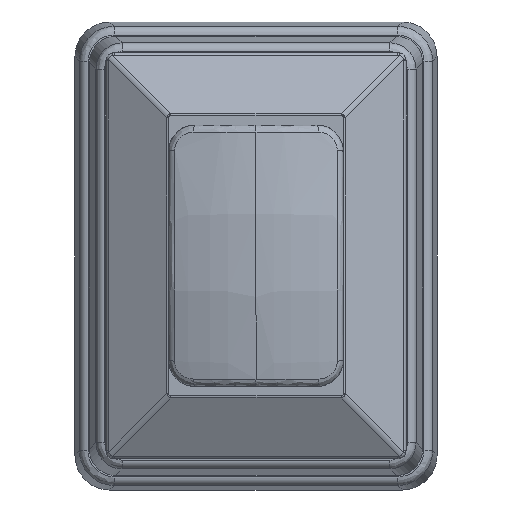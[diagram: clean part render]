
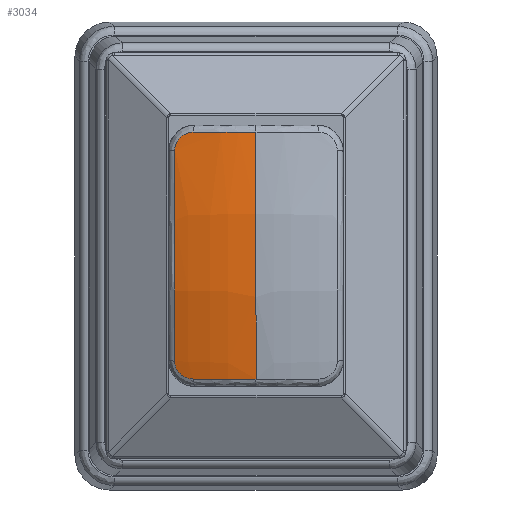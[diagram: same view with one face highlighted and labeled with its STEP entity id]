
A CAD part, top view. The second image highlights one B-rep face of the part: STEP entity #3034.
In plain terms, the highlighted toroidal (fillet/blend) face has major radius 24.286 mm and minor radius 15.714 mm.
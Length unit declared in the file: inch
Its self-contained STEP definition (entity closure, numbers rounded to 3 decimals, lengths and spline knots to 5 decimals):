
#2241=CARTESIAN_POINT('',(-0.18095,-0.23514,0.94717));
#2242=VERTEX_POINT('',#2241);
#2251=CARTESIAN_POINT('',(-0.14029,-0.27503,0.95163));
#2252=VERTEX_POINT('',#2251);
#2260=CARTESIAN_POINT('',(-0.14029,-0.27503,0.95163));
#2261=CARTESIAN_POINT('',(-0.14475,-0.27503,0.95058));
#2262=CARTESIAN_POINT('',(-0.15376,-0.27356,0.9486));
#2263=CARTESIAN_POINT('',(-0.16492,-0.2676,0.94662));
#2264=CARTESIAN_POINT('',(-0.1725,-0.26003,0.94572));
#2265=CARTESIAN_POINT('',(-0.17674,-0.25324,0.94559));
#2266=CARTESIAN_POINT('',(-0.18002,-0.24517,0.9459));
#2267=CARTESIAN_POINT('',(-0.18095,-0.23921,0.94655));
#2268=CARTESIAN_POINT('',(-0.18095,-0.23514,0.94717));
#2269=B_SPLINE_CURVE_WITH_KNOTS('',3,(#2260,#2261,#2262,#2263,#2264,#2265,#2266,#2267,#2268),.UNSPECIFIED.,.F.,.U.,(4,1,1,1,1,1,4),(-0.15793,-0.12408,-0.09024,-0.06486,-0.04512,-0.03102,0.0),.UNSPECIFIED.);
#2270=EDGE_CURVE('',#2252,#2242,#2269,.T.);
#2306=CARTESIAN_POINT('',(0.,-0.27509,0.96799));
#2307=VERTEX_POINT('',#2306);
#2315=CARTESIAN_POINT('',(-0.03591,-0.27403,0.66066));
#2316=DIRECTION('',(0.,-1.,-0.003));
#2317=DIRECTION('',(0.993,0.,0.118));
#2318=AXIS2_PLACEMENT_3D('',#2315,#2316,#2317);
#2319=ELLIPSE('',#2318,0.43287,0.3052);
#2320=EDGE_CURVE('',#2307,#2252,#2319,.T.);
#2361=CARTESIAN_POINT('',(-0.18095,0.23515,0.94703));
#2362=VERTEX_POINT('',#2361);
#2372=CARTESIAN_POINT('',(-0.18095,-0.23514,0.94717));
#2373=CARTESIAN_POINT('',(-0.18095,-0.16873,0.95736));
#2374=CARTESIAN_POINT('',(-0.18095,-0.01145,0.97113));
#2375=CARTESIAN_POINT('',(-0.18095,0.14661,0.96067));
#2376=CARTESIAN_POINT('',(-0.18095,0.23515,0.94703));
#2377=B_SPLINE_CURVE_WITH_KNOTS('',3,(#2372,#2373,#2374,#2375,#2376),.UNSPECIFIED.,.F.,.U.,(4,1,4),(-1.18,-0.67429,0.0),.UNSPECIFIED.);
#2378=EDGE_CURVE('',#2242,#2362,#2377,.T.);
#2518=CARTESIAN_POINT('',(-0.14029,0.27504,0.95147));
#2519=VERTEX_POINT('',#2518);
#2545=CARTESIAN_POINT('',(-0.18095,0.23515,0.94703));
#2546=CARTESIAN_POINT('',(-0.18095,0.23663,0.9468));
#2547=CARTESIAN_POINT('',(-0.18078,0.2396,0.9464));
#2548=CARTESIAN_POINT('',(-0.17927,0.24844,0.94546));
#2549=CARTESIAN_POINT('',(-0.17513,0.25684,0.94534));
#2550=CARTESIAN_POINT('',(-0.16793,0.26465,0.94609));
#2551=CARTESIAN_POINT('',(-0.1637,0.26793,0.94671));
#2552=CARTESIAN_POINT('',(-0.15977,0.27017,0.94739));
#2553=CARTESIAN_POINT('',(-0.15571,0.27221,0.94813));
#2554=CARTESIAN_POINT('',(-0.14927,0.27439,0.94941));
#2555=CARTESIAN_POINT('',(-0.14327,0.27504,0.95077));
#2556=CARTESIAN_POINT('',(-0.14029,0.27504,0.95147));
#2557=B_SPLINE_CURVE_WITH_KNOTS('',3,(#2545,#2546,#2547,#2548,#2549,#2550,#2551,#2552,#2553,#2554,#2555,#2556),.UNSPECIFIED.,.F.,.U.,(4,1,1,1,1,1,1,1,1,4),(-0.15793,-0.14664,-0.13536,-0.09024,-0.07896,-0.0564,-0.05076,-0.04512,-0.02256,0.0),.UNSPECIFIED.);
#2558=EDGE_CURVE('',#2362,#2519,#2557,.T.);
#2714=CARTESIAN_POINT('',(0.,0.2751,0.96783));
#2715=VERTEX_POINT('',#2714);
#2733=CARTESIAN_POINT('',(-0.03592,0.27404,0.66053));
#2734=DIRECTION('',(0.,1.,-0.003));
#2735=DIRECTION('',(0.993,0.,0.118));
#2736=AXIS2_PLACEMENT_3D('',#2733,#2734,#2735);
#2737=ELLIPSE('',#2736,0.43283,0.30517);
#2738=EDGE_CURVE('',#2519,#2715,#2737,.T.);
#3015=CARTESIAN_POINT('',(0.,-0.00046,-0.58268));
#3016=DIRECTION('',(1.0,0.,0.));
#3017=DIRECTION('',(0.,0.0,-1.0));
#3018=AXIS2_PLACEMENT_3D('',#3015,#3016,#3017);
#3019=TOROIDAL_SURFACE('',#3018,0.95614,0.61866);
#3020=ORIENTED_EDGE('',*,*,#2738,.F.);
#3021=ORIENTED_EDGE('',*,*,#2558,.F.);
#3022=ORIENTED_EDGE('',*,*,#2378,.F.);
#3023=ORIENTED_EDGE('',*,*,#2270,.F.);
#3024=ORIENTED_EDGE('',*,*,#2320,.F.);
#3025=CARTESIAN_POINT('',(0.,-0.00046,-0.58268));
#3026=DIRECTION('',(1.0,0.0,0.0));
#3027=DIRECTION('',(0.0,1.0,0.0));
#3028=AXIS2_PLACEMENT_3D('',#3025,#3026,#3027);
#3029=CIRCLE('',#3028,1.5748);
#3030=EDGE_CURVE('',#2715,#2307,#3029,.T.);
#3031=ORIENTED_EDGE('',*,*,#3030,.F.);
#3032=EDGE_LOOP('',(#3020,#3021,#3022,#3023,#3024,#3031));
#3033=FACE_OUTER_BOUND('',#3032,.T.);
#3034=ADVANCED_FACE('',(#3033),#3019,.T.);
